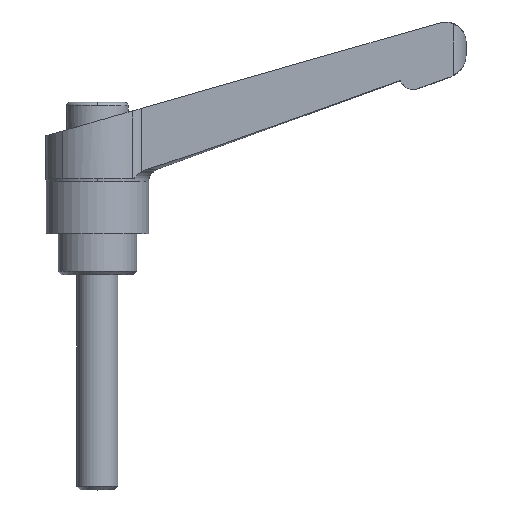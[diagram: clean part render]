
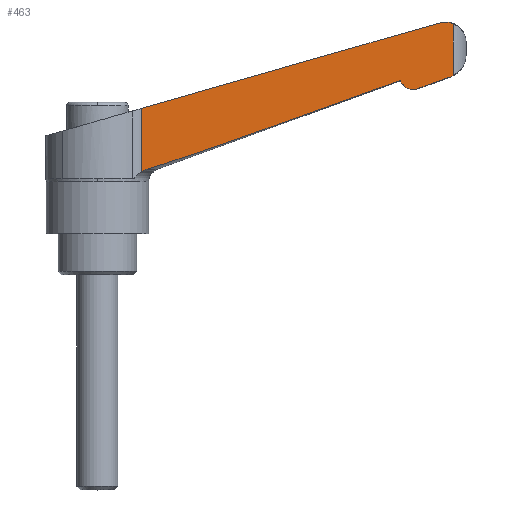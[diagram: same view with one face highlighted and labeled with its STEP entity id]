
A CAD part, top view. The second image highlights one B-rep face of the part: STEP entity #463.
In plain terms, the highlighted planar face has unit normal (0.035, 0, 0.999).
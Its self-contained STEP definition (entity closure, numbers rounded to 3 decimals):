
#337 = VERTEX_POINT( '', #830 );
#381 = VERTEX_POINT( '', #880 );
#417 = EDGE_CURVE( '', #381, #533, #921, .T. );
#431 = EDGE_CURVE( '', #551, #711, #937, .T. );
#447 = EDGE_CURVE( '', #607, #711, #953, .T. );
#463 = ADVANCED_FACE( '', ( #972 ), #973, .F. );
#487 = EDGE_CURVE( '', #551, #521, #1000, .T. );
#489 = EDGE_CURVE( '', #337, #381, #1002, .T. );
#503 = EDGE_CURVE( '', #533, #521, #1016, .T. );
#521 = VERTEX_POINT( '', #1034 );
#533 = VERTEX_POINT( '', #1046 );
#551 = VERTEX_POINT( '', #1066 );
#591 = EDGE_CURVE( '', #647, #337, #1110, .T. );
#607 = VERTEX_POINT( '', #1130 );
#631 = EDGE_CURVE( '', #671, #647, #1156, .T. );
#647 = VERTEX_POINT( '', #1174 );
#671 = VERTEX_POINT( '', #1200 );
#673 = EDGE_CURVE( '', #607, #671, #1202, .T. );
#711 = VERTEX_POINT( '', #1244 );
#830 = CARTESIAN_POINT( '', ( 88.699, 56.934, 7.298 ) );
#880 = CARTESIAN_POINT( '', ( 14.599, 30.958, 9.885 ) );
#921 = B_SPLINE_CURVE_WITH_KNOTS( '', 3, ( #1539, #1540, #1541, #1542, #1543, #1544, #1545, #1546 ), .UNSPECIFIED., .F., .F., ( 4, 2, 2, 4 ), ( 7.975, 8.312, 9.233, 9.742 ), .UNSPECIFIED. );
#937 = B_SPLINE_CURVE_WITH_KNOTS( '', 3, ( #1566, #1567, #1568, #1569, #1570, #1571, #1572, #1573, #1574, #1575, #1576, #1577, #1578, #1579, #1580, #1581, #1582, #1583 ), .UNSPECIFIED., .F., .F., ( 4, 2, 2, 2, 2, 2, 2, 2, 4 ), ( 25.151, 25.61, 26.169, 26.728, 27.288, 27.847, 28.406, 28.965, 29.191 ), .UNSPECIFIED. );
#953 = LINE( '', #1608, #1609 );
#972 = FACE_OUTER_BOUND( '', #1636, .T. );
#973 = PLANE( '', #1637 );
#1000 = LINE( '', #1683, #1684 );
#1002 = ( B_SPLINE_CURVE( 2, ( #1688, #1689, #1690 ), .UNSPECIFIED., .F., .F. )B_SPLINE_CURVE_WITH_KNOTS( ( 3, 3 ), ( 0., 78.568 ), .UNSPECIFIED. )RATIONAL_B_SPLINE_CURVE( ( 1., 1.391, 1. ) )BOUNDED_CURVE(  )REPRESENTATION_ITEM( '' )GEOMETRIC_REPRESENTATION_ITEM(  )CURVE(  ) );
#1016 = LINE( '', #1713, #1714 );
#1034 = CARTESIAN_POINT( '', ( 12.916, 48.734, 9.944 ) );
#1046 = CARTESIAN_POINT( '', ( 12.916, 30.152, 9.944 ) );
#1066 = CARTESIAN_POINT( '', ( 100.973, 73.985, 6.869 ) );
#1110 = B_SPLINE_CURVE_WITH_KNOTS( '', 3, ( #1841, #1842, #1843, #1844, #1845, #1846, #1847, #1848, #1849, #1850, #1851, #1852, #1853, #1854, #1855, #1856, #1857, #1858, #1859, #1860 ), .UNSPECIFIED., .F., .F., ( 4, 2, 2, 2, 2, 2, 2, 2, 2, 4 ), ( 4.624, 5.195, 5.942, 6.689, 7.435, 8.18, 8.925, 9.666, 10.408, 10.575 ), .UNSPECIFIED. );
#1130 = CARTESIAN_POINT( '', ( 104.291, 58.438, 6.753 ) );
#1156 = ( B_SPLINE_CURVE( 2, ( #1950, #1951, #1952 ), .UNSPECIFIED., .F., .F. )B_SPLINE_CURVE_WITH_KNOTS( ( 3, 3 ), ( 0., 9.911 ), .UNSPECIFIED. )RATIONAL_B_SPLINE_CURVE( ( 1., 1.001, 1. ) )BOUNDED_CURVE(  )REPRESENTATION_ITEM( '' )GEOMETRIC_REPRESENTATION_ITEM(  )CURVE(  ) );
#1174 = CARTESIAN_POINT( '', ( 93.856, 54.543, 7.118 ) );
#1200 = CARTESIAN_POINT( '', ( 103.17, 57.916, 6.792 ) );
#1202 = B_SPLINE_CURVE_WITH_KNOTS( '', 3, ( #2060, #2061, #2062, #2063, #2064, #2065, #2066, #2067 ), .UNSPECIFIED., .F., .F., ( 4, 2, 2, 4 ), ( 6.899, 7.133, 7.783, 8.089 ), .UNSPECIFIED. );
#1244 = CARTESIAN_POINT( '', ( 104.291, 73.487, 6.753 ) );
#1539 = CARTESIAN_POINT( '', ( 14.599, 30.958, 9.885 ) );
#1540 = CARTESIAN_POINT( '', ( 14.486, 30.925, 9.889 ) );
#1541 = CARTESIAN_POINT( '', ( 14.376, 30.889, 9.893 ) );
#1542 = CARTESIAN_POINT( '', ( 13.981, 30.747, 9.907 ) );
#1543 = CARTESIAN_POINT( '', ( 13.673, 30.61, 9.918 ) );
#1544 = CARTESIAN_POINT( '', ( 13.22, 30.354, 9.933 ) );
#1545 = CARTESIAN_POINT( '', ( 13.063, 30.256, 9.939 ) );
#1546 = CARTESIAN_POINT( '', ( 12.916, 30.152, 9.944 ) );
#1566 = CARTESIAN_POINT( '', ( 100.108, 73.805, 6.899 ) );
#1567 = CARTESIAN_POINT( '', ( 100.266, 73.85, 6.894 ) );
#1568 = CARTESIAN_POINT( '', ( 100.428, 73.89, 6.888 ) );
#1569 = CARTESIAN_POINT( '', ( 100.79, 73.962, 6.875 ) );
#1570 = CARTESIAN_POINT( '', ( 100.992, 73.991, 6.868 ) );
#1571 = CARTESIAN_POINT( '', ( 101.388, 74.029, 6.855 ) );
#1572 = CARTESIAN_POINT( '', ( 101.583, 74.038, 6.848 ) );
#1573 = CARTESIAN_POINT( '', ( 101.956, 74.038, 6.835 ) );
#1574 = CARTESIAN_POINT( '', ( 102.15, 74.029, 6.828 ) );
#1575 = CARTESIAN_POINT( '', ( 102.547, 73.991, 6.814 ) );
#1576 = CARTESIAN_POINT( '', ( 102.748, 73.962, 6.807 ) );
#1577 = CARTESIAN_POINT( '', ( 103.146, 73.883, 6.793 ) );
#1578 = CARTESIAN_POINT( '', ( 103.344, 73.833, 6.786 ) );
#1579 = CARTESIAN_POINT( '', ( 103.724, 73.717, 6.773 ) );
#1580 = CARTESIAN_POINT( '', ( 103.908, 73.65, 6.767 ) );
#1581 = CARTESIAN_POINT( '', ( 104.15, 73.551, 6.758 ) );
#1582 = CARTESIAN_POINT( '', ( 104.22, 73.52, 6.756 ) );
#1583 = CARTESIAN_POINT( '', ( 104.291, 73.487, 6.753 ) );
#1608 = CARTESIAN_POINT( '', ( 104.291, 0., 6.753 ) );
#1609 = VECTOR( '', #2419, 1. );
#1636 = EDGE_LOOP( '', ( #2450, #2451, #2452, #2453, #2454, #2455, #2456, #2457, #2458 ) );
#1637 = AXIS2_PLACEMENT_3D( '', #2459, #2460, #2461 );
#1683 = CARTESIAN_POINT( '', ( -8.298, 42.65, 10.685 ) );
#1684 = VECTOR( '', #2495, 1. );
#1688 = CARTESIAN_POINT( '', ( 88.699, 56.934, 7.298 ) );
#1689 = CARTESIAN_POINT( '', ( 26.851, 34.563, 9.457 ) );
#1690 = CARTESIAN_POINT( '', ( 14.599, 30.958, 9.885 ) );
#1713 = CARTESIAN_POINT( '', ( 12.916, 0., 9.944 ) );
#1714 = VECTOR( '', #2502, 1. );
#1841 = CARTESIAN_POINT( '', ( 93.856, 54.543, 7.118 ) );
#1842 = CARTESIAN_POINT( '', ( 93.671, 54.476, 7.124 ) );
#1843 = CARTESIAN_POINT( '', ( 93.47, 54.419, 7.131 ) );
#1844 = CARTESIAN_POINT( '', ( 93.001, 54.326, 7.147 ) );
#1845 = CARTESIAN_POINT( '', ( 92.729, 54.302, 7.157 ) );
#1846 = CARTESIAN_POINT( '', ( 92.232, 54.302, 7.174 ) );
#1847 = CARTESIAN_POINT( '', ( 91.96, 54.326, 7.184 ) );
#1848 = CARTESIAN_POINT( '', ( 91.428, 54.432, 7.202 ) );
#1849 = CARTESIAN_POINT( '', ( 91.167, 54.513, 7.211 ) );
#1850 = CARTESIAN_POINT( '', ( 90.708, 54.702, 7.228 ) );
#1851 = CARTESIAN_POINT( '', ( 90.467, 54.828, 7.236 ) );
#1852 = CARTESIAN_POINT( '', ( 90.017, 55.128, 7.252 ) );
#1853 = CARTESIAN_POINT( '', ( 89.807, 55.302, 7.259 ) );
#1854 = CARTESIAN_POINT( '', ( 89.457, 55.652, 7.271 ) );
#1855 = CARTESIAN_POINT( '', ( 89.283, 55.859, 7.277 ) );
#1856 = CARTESIAN_POINT( '', ( 88.982, 56.307, 7.288 ) );
#1857 = CARTESIAN_POINT( '', ( 88.856, 56.547, 7.292 ) );
#1858 = CARTESIAN_POINT( '', ( 88.74, 56.826, 7.296 ) );
#1859 = CARTESIAN_POINT( '', ( 88.719, 56.879, 7.297 ) );
#1860 = CARTESIAN_POINT( '', ( 88.699, 56.934, 7.298 ) );
#1950 = CARTESIAN_POINT( '', ( 103.17, 57.916, 6.792 ) );
#1951 = CARTESIAN_POINT( '', ( 98.295, 56.15, 6.963 ) );
#1952 = CARTESIAN_POINT( '', ( 93.856, 54.543, 7.118 ) );
#2060 = CARTESIAN_POINT( '', ( 104.291, 58.438, 6.753 ) );
#2061 = CARTESIAN_POINT( '', ( 104.218, 58.396, 6.756 ) );
#2062 = CARTESIAN_POINT( '', ( 104.145, 58.355, 6.758 ) );
#2063 = CARTESIAN_POINT( '', ( 103.867, 58.208, 6.768 ) );
#2064 = CARTESIAN_POINT( '', ( 103.661, 58.112, 6.775 ) );
#2065 = CARTESIAN_POINT( '', ( 103.366, 57.99, 6.785 ) );
#2066 = CARTESIAN_POINT( '', ( 103.269, 57.952, 6.789 ) );
#2067 = CARTESIAN_POINT( '', ( 103.17, 57.916, 6.792 ) );
#2419 = DIRECTION( '', ( 0., 1., 0. ) );
#2450 = ORIENTED_EDGE( '', *, *, #487, .T. );
#2451 = ORIENTED_EDGE( '', *, *, #503, .F. );
#2452 = ORIENTED_EDGE( '', *, *, #417, .F. );
#2453 = ORIENTED_EDGE( '', *, *, #489, .F. );
#2454 = ORIENTED_EDGE( '', *, *, #591, .F. );
#2455 = ORIENTED_EDGE( '', *, *, #631, .F. );
#2456 = ORIENTED_EDGE( '', *, *, #673, .F. );
#2457 = ORIENTED_EDGE( '', *, *, #447, .T. );
#2458 = ORIENTED_EDGE( '', *, *, #431, .F. );
#2459 = CARTESIAN_POINT( '', ( 12.916, 0., 9.944 ) );
#2460 = DIRECTION( '', ( -0.035, 0., -0.999 ) );
#2461 = DIRECTION( '', ( -0.999, 0., 0.035 ) );
#2495 = DIRECTION( '', ( -0.961, -0.275, 0.034 ) );
#2502 = DIRECTION( '', ( 0., 1., 0. ) );
